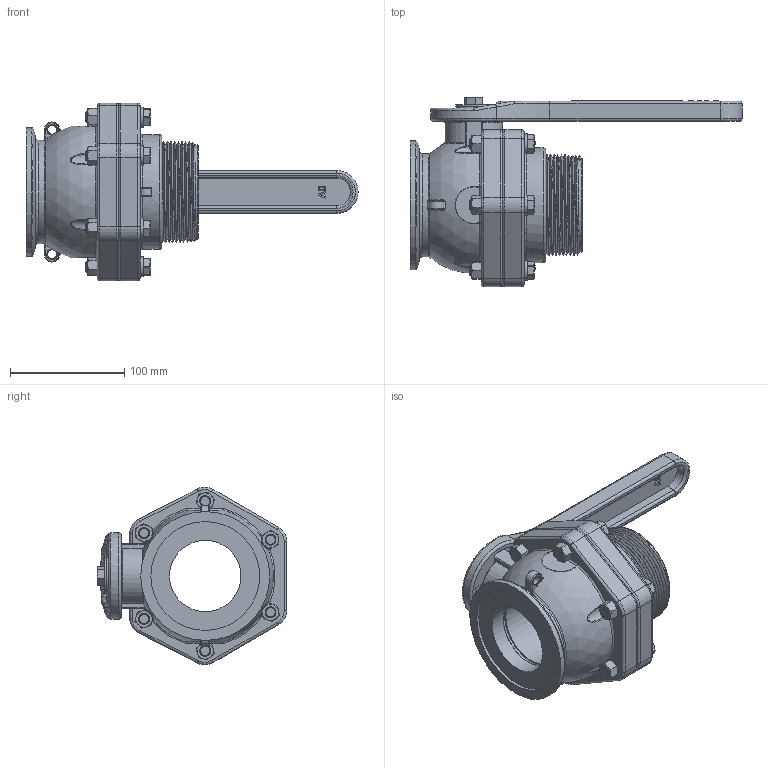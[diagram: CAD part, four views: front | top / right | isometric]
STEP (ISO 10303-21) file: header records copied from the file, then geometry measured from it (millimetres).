
FILE_DESCRIPTION(/* description */ ('3/8-16 X 2" HHCS'),/* implementation_level */ '2;1');
FILE_NAME(/* name */ 'MVSMT300.stp',/* time_stamp */ '2015-07-13T14:02:11-04:00',/* author */ ('MJC'),/* organization */ (''),/* preprocessor_version */ 'ST-DEVELOPER v15.6',/* originating_system */ 'Autodesk Inventor 2015',/* authorisation */ '');
FILE_SCHEMA (('AUTOMOTIVE_DESIGN { 1 0 10303 214 3 1 1 }'));
Length unit declared in the file: inch
Products named in the file (20): V20010SS; VS30258; V25153; V20018; V20019; VX30255; VS30255M; VS30255; V25163; V25160; V25121; V25020; V25151BX; VS25151B; MVS30254X; MVS30254; V30265; VSMT30264X; VSMT30264; MVSMT300
Assembly tree (35 placements, depth 4):
  MVSMT300
    V20010SS  x6
    VS30258  x2
    V25153
    V20018  x6
    V20019  x6
    VS30255
      VS30255M
        VX30255
    V25163
    V25160
    V25121
    V25020
    VS25151B
      V25151BX
    MVS30254
      MVS30254X
    V30265
    VSMT30264
      VSMT30264X
Bounding box: 290.58 x 165.91 x 155.54 mm (x, y, z)
Volume: 1158164.3 mm3; surface area: 287071 mm2
Topology: 30 solids, 30 shells, 2317 faces, 5304 edges, 3116 vertices
Faces by surface type: cylinder 766, cone 643, plane 630, bspline 141, torus 115, sphere 22
Full cylindrical faces by diameter (mm): 5.588 x2, 7.798 x1, 7.874 x2, 9.525 x1, 10.312 x13, 14.275 x1, 25.4 x1, 25.527 x1, 25.806 x1, 31.496 x1, 31.521 x1, 31.75 x2, 36.525 x1, 37.084 x1, 62.484 x3, 67.869 x2, 68.072 x2, 69.85 x1, 73.152 x4, 90.424 x1, 93.853 x1, 94.996 x1, 95.25 x1, 100.203 x1, 100.33 x1, 112.725 x1, 112.776 x1
Entity records: 42308 total; most frequent: CARTESIAN_POINT 14693, ORIENTED_EDGE 5628, DIRECTION 5427, EDGE_CURVE 2814, AXIS2_PLACEMENT_3D 1936, VERTEX_POINT 1792, LINE 1555, VECTOR 1555
